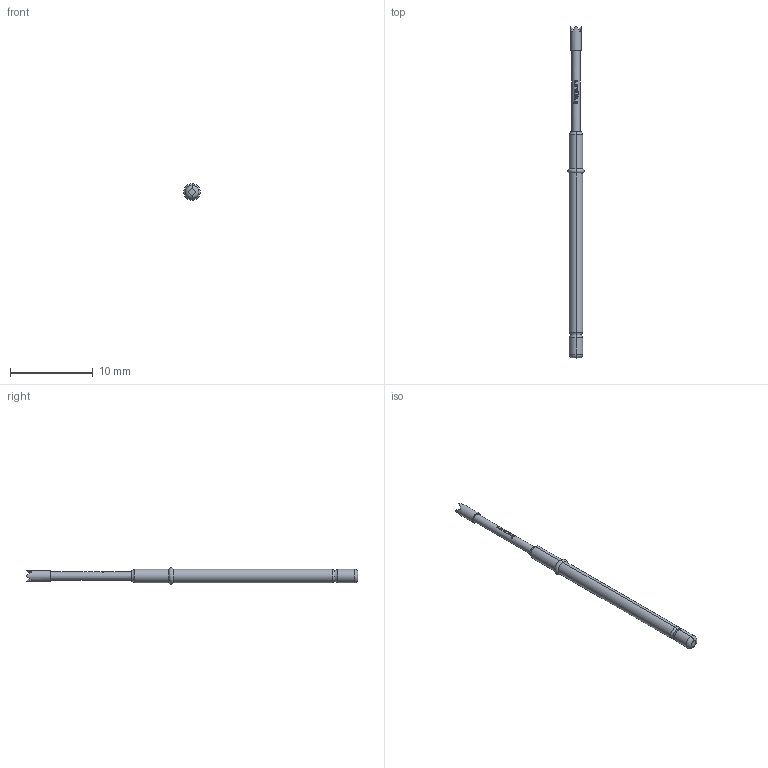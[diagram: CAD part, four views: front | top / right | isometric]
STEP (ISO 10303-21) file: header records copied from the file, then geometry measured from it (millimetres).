
FILE_DESCRIPTION (( 'STEP AP203' ), '1' );
FILE_NAME ('INGUN_GKS-412_204_130_R_xx05.STEP', '2020-09-14T15:00:14', ( '' ), ( '' ), 'SwSTEP 2.0', 'SolidWorks 2018', '' );
FILE_SCHEMA (( 'CONFIG_CONTROL_DESIGN' ));
Length unit declared in the file: millimetre
Products named in the file (1): INGUN_GKS-412_204_130_R_xx05
Bounding box: 2 x 40.2 x 2 mm (x, y, z)
Volume: 69.3 mm3; surface area: 192 mm2
Topology: 1 solids, 1 shells, 104 faces, 258 edges, 165 vertices
Faces by surface type: bspline 43, plane 31, cylinder 16, torus 14
Entity records: 4137 total; most frequent: CARTESIAN_POINT 2073, ORIENTED_EDGE 516, EDGE_CURVE 258, DIRECTION 234, B_SPLINE_CURVE_WITH_KNOTS 186, VERTEX_POINT 165, EDGE_LOOP 113, AXIS2_PLACEMENT_3D 108
